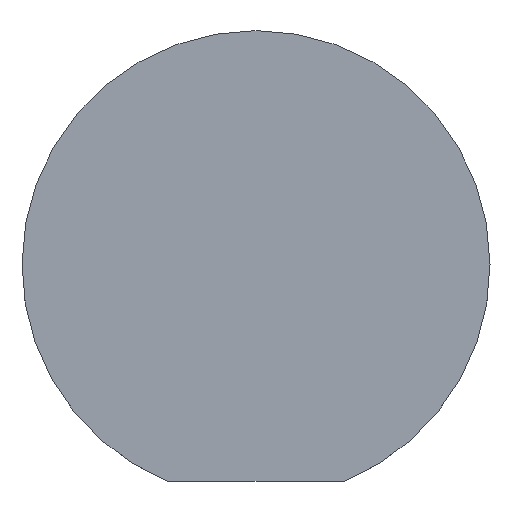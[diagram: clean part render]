
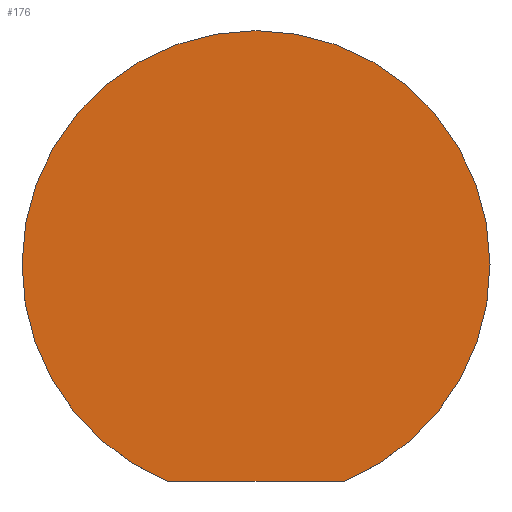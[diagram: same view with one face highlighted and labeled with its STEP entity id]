
A CAD part, top view. The second image highlights one B-rep face of the part: STEP entity #176.
In plain terms, the highlighted planar face has unit normal (0, 0, 1).
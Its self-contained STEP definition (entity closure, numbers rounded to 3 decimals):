
#8 = DIRECTION ( 'NONE',  ( 0., 0., 1. ) ) ;
#15 = AXIS2_PLACEMENT_3D ( 'NONE', #189, #169, #157 ) ;
#18 = ORIENTED_EDGE ( 'NONE', *, *, #39, .T. ) ;
#19 = CARTESIAN_POINT ( 'NONE',  ( -4.795, -11.76, 1. ) ) ;
#22 = CARTESIAN_POINT ( 'NONE',  ( 0., 0., 1. ) ) ;
#28 = EDGE_CURVE ( 'NONE', #152, #185, #85, .T. ) ;
#32 = EDGE_CURVE ( 'NONE', #152, #71, #100, .T. ) ;
#39 = EDGE_CURVE ( 'NONE', #71, #168, #190, .T. ) ;
#50 = PLANE ( 'NONE',  #79 ) ;
#51 = CARTESIAN_POINT ( 'NONE',  ( -12.7, 0., 1. ) ) ;
#56 = CARTESIAN_POINT ( 'NONE',  ( -5.887, -11.76, 1. ) ) ;
#59 = DIRECTION ( 'NONE',  ( 0., 0., 1. ) ) ;
#62 = CIRCLE ( 'NONE', #15, 12.7 ) ;
#71 = VERTEX_POINT ( 'NONE', #201 ) ;
#79 = AXIS2_PLACEMENT_3D ( 'NONE', #96, #113, #197 ) ;
#81 = ORIENTED_EDGE ( 'NONE', *, *, #32, .T. ) ;
#85 = LINE ( 'NONE', #56, #200 ) ;
#94 = AXIS2_PLACEMENT_3D ( 'NONE', #117, #8, #153 ) ;
#96 = CARTESIAN_POINT ( 'NONE',  ( 0., 0., 1. ) ) ;
#100 = CIRCLE ( 'NONE', #202, 12.7 ) ;
#102 = DIRECTION ( 'NONE',  ( 1., 0., 0. ) ) ;
#113 = DIRECTION ( 'NONE',  ( 0., 0., 1. ) ) ;
#117 = CARTESIAN_POINT ( 'NONE',  ( 0., 0., 1. ) ) ;
#132 = EDGE_LOOP ( 'NONE', ( #181, #81, #18, #149 ) ) ;
#135 = EDGE_CURVE ( 'NONE', #168, #185, #62, .T. ) ;
#142 = CARTESIAN_POINT ( 'NONE',  ( 4.795, -11.76, 1. ) ) ;
#149 = ORIENTED_EDGE ( 'NONE', *, *, #135, .T. ) ;
#152 = VERTEX_POINT ( 'NONE', #142 ) ;
#153 = DIRECTION ( 'NONE',  ( 1., 0., 0. ) ) ;
#157 = DIRECTION ( 'NONE',  ( 1., 0., 0. ) ) ;
#162 = FACE_OUTER_BOUND ( 'NONE', #132, .T. ) ;
#167 = DIRECTION ( 'NONE',  ( -1., 0., 0. ) ) ;
#168 = VERTEX_POINT ( 'NONE', #51 ) ;
#169 = DIRECTION ( 'NONE',  ( 0., 0., 1. ) ) ;
#176 = ADVANCED_FACE ( 'NONE', ( #162 ), #50, .T. ) ;
#181 = ORIENTED_EDGE ( 'NONE', *, *, #28, .F. ) ;
#185 = VERTEX_POINT ( 'NONE', #19 ) ;
#189 = CARTESIAN_POINT ( 'NONE',  ( 0., 0., 1. ) ) ;
#190 = CIRCLE ( 'NONE', #94, 12.7 ) ;
#197 = DIRECTION ( 'NONE',  ( 1., 0., 0. ) ) ;
#200 = VECTOR ( 'NONE', #167, 1000. ) ;
#201 = CARTESIAN_POINT ( 'NONE',  ( 12.7, 0., 1. ) ) ;
#202 = AXIS2_PLACEMENT_3D ( 'NONE', #22, #59, #102 ) ;
